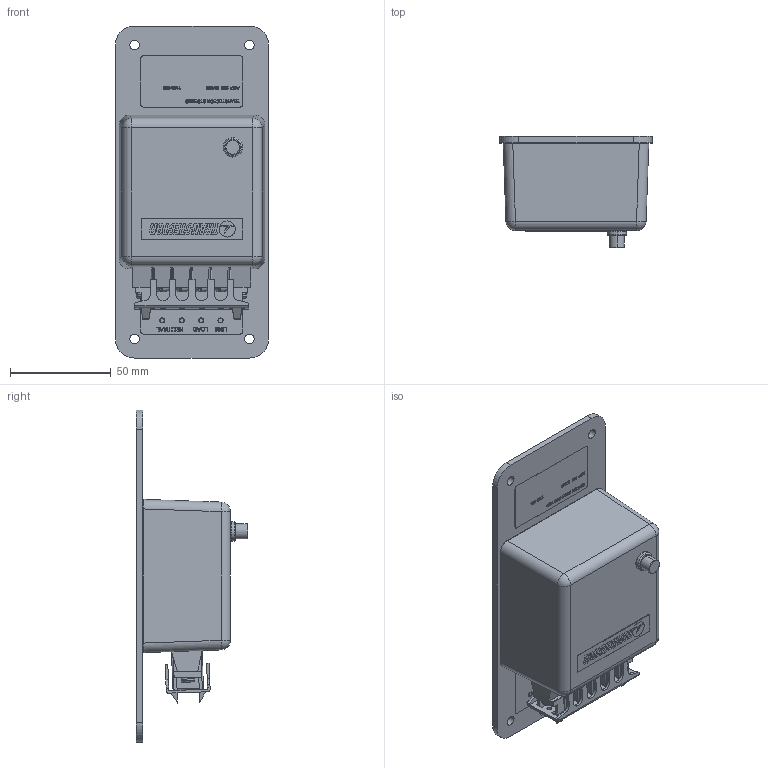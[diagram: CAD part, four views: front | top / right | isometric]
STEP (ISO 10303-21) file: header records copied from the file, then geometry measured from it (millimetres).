
FILE_DESCRIPTION (( 'STEP AP214' ), '1' );
FILE_NAME ('1100-693-E.STEP', '2019-01-04T18:15:01', ( '' ), ( '' ), 'SwSTEP 2.0', 'SolidWorks 2018', '' );
FILE_SCHEMA (( 'AUTOMOTIVE_DESIGN' ));
Length unit declared in the file: inch
Products named in the file (13): 2100-046; 3800-001; 2105-248; 3800-065; 3450-056; 2004-049; 1100-693-E; 2100-073; 2003-315; 2102-119; 2003-397; 2003-312; 2021-046
Assembly tree (15 placements, depth 2):
  1100-693-E
    2021-046
    2004-049
    3450-056
    2105-248
    3800-001  x2
    3800-065
    2102-119  x2
    2100-046
    2100-073  x2
    2003-312
    2003-315
    2003-397
Bounding box: 76.2 x 55.37 x 165.1 mm (x, y, z)
Volume: 103957.9 mm3; surface area: 84129.5 mm2
Topology: 15 solids, 15 shells, 1843 faces, 4824 edges, 3103 vertices
Faces by surface type: plane 1094, bspline 333, cylinder 322, torus 50, sphere 40, cone 4
Entity records: 89585 total; most frequent: CARTESIAN_POINT 37167, ORIENTED_EDGE 8700, DIRECTION 6903, EDGE_CURVE 4350, LINE 2965, VECTOR 2965, VERTEX_POINT 2828, AXIS2_PLACEMENT_3D 1969
